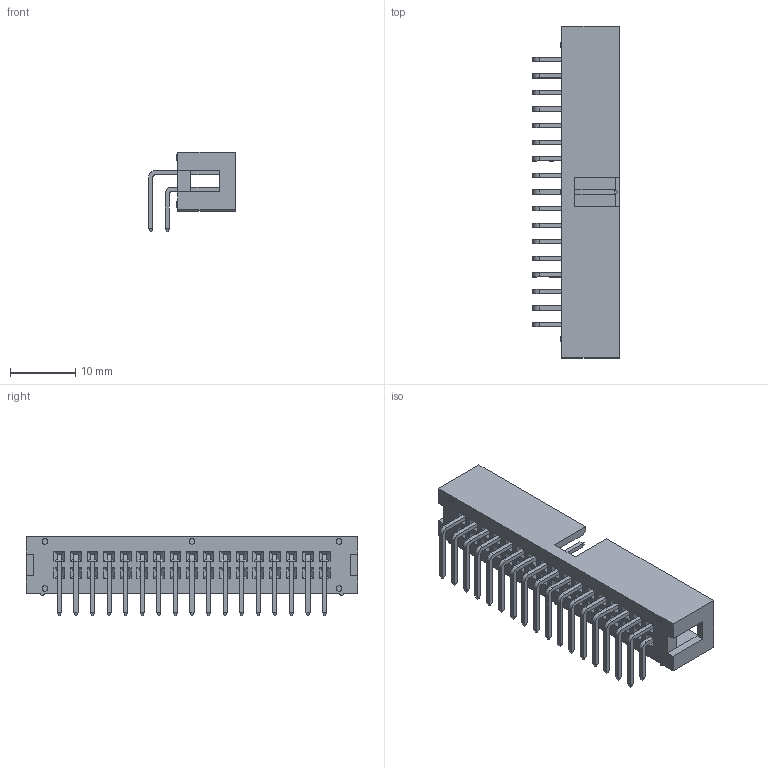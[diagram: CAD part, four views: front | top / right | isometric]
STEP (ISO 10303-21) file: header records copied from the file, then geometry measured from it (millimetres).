
FILE_DESCRIPTION(/* description */ ('Unknown'),/* implementation_level */ '2;1');
FILE_NAME(/* name */ 'J_Wurth_WR-BHD_612034235221',/* time_stamp */ '2025-05-13T10:17:02+08:00',/* author */ ('Unknown'),/* organization */ ('Unknown'),/* preprocessor_version */ 'ST-DEVELOPER v19.4',/* originating_system */ 'Solid Edge',/* authorisation */ 'Unknown');
FILE_SCHEMA (('AUTOMOTIVE_DESIGN {1 0 10303 214 3 1 1}'));
Length unit declared in the file: millimetre
Products named in the file (2): J_Wurth_WR-BHD_612034235221
Assembly tree (1 placements, depth 2):
  J_Wurth_WR-BHD_612034235221
    J_Wurth_WR-BHD_612034235221
Bounding box: 13.26 x 50.84 x 12.2 mm (x, y, z)
Volume: 1939.1 mm3; surface area: 4097.3 mm2
Topology: 1 solids, 1 shells, 929 faces, 2161 edges, 1304 vertices
Faces by surface type: plane 852, cylinder 77
Full cylindrical faces by diameter (mm): 0.85 x6
Entity records: 31939 total; most frequent: CARTESIAN_POINT 4378, ORIENTED_EDGE 4298, DIRECTION 4165, EDGE_CURVE 2149, LINE 1995, VECTOR 1995, VERTEX_POINT 1298, AXIS2_PLACEMENT_3D 1085
